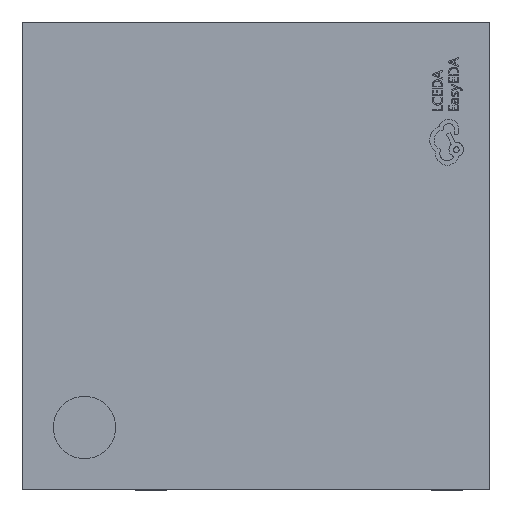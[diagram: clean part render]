
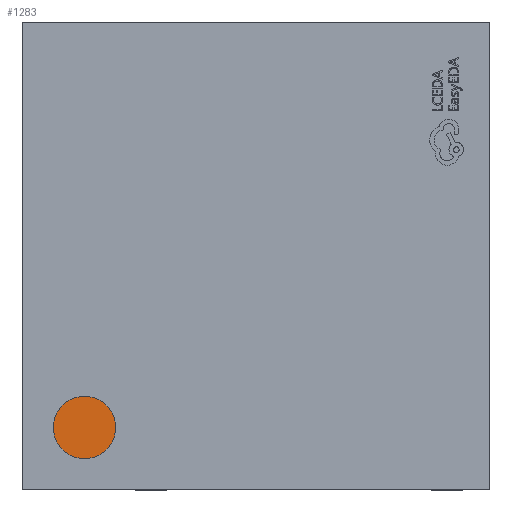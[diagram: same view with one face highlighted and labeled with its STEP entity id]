
A CAD part, top view. The second image highlights one B-rep face of the part: STEP entity #1283.
In plain terms, the highlighted planar face has unit normal (0, 0, 1).
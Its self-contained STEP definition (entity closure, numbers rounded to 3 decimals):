
#1230 = AXIS2_PLACEMENT_3D ( 'NONE', #10124, #11531, #8636 ) ;
#1283 = ADVANCED_FACE ( 'NONE', ( #6328 ), #8952, .T. ) ;
#2033 = ORIENTED_EDGE ( 'NONE', *, *, #2543, .T. ) ;
#2348 = DIRECTION ( 'NONE',  ( 0., 0., 1. ) ) ;
#2543 = EDGE_CURVE ( 'NONE', #18459, #9826, #6973, .T. ) ;
#4404 = CARTESIAN_POINT ( 'NONE',  ( -1.103, -1.1, 0.68 ) ) ;
#5897 = DIRECTION ( 'NONE',  ( 0., 1., 0. ) ) ;
#6328 = FACE_OUTER_BOUND ( 'NONE', #14376, .T. ) ;
#6804 = ORIENTED_EDGE ( 'NONE', *, *, #16423, .T. ) ;
#6973 = CIRCLE ( 'NONE', #1230, 0.2 ) ;
#7370 = AXIS2_PLACEMENT_3D ( 'NONE', #16620, #10850, #7533 ) ;
#7533 = DIRECTION ( 'NONE',  ( 1., 0., 0. ) ) ;
#8636 = DIRECTION ( 'NONE',  ( 0., 1., 0. ) ) ;
#8952 = PLANE ( 'NONE',  #7370 ) ;
#9826 = VERTEX_POINT ( 'NONE', #19059 ) ;
#10124 = CARTESIAN_POINT ( 'NONE',  ( -1.103, -1.1, 0.68 ) ) ;
#10850 = DIRECTION ( 'NONE',  ( 0., 0., 1. ) ) ;
#11067 = AXIS2_PLACEMENT_3D ( 'NONE', #4404, #2348, #5897 ) ;
#11531 = DIRECTION ( 'NONE',  ( 0., 0., 1. ) ) ;
#13935 = CARTESIAN_POINT ( 'NONE',  ( -1.103, -0.9, 0.68 ) ) ;
#14376 = EDGE_LOOP ( 'NONE', ( #2033, #6804 ) ) ;
#16423 = EDGE_CURVE ( 'NONE', #9826, #18459, #16468, .T. ) ;
#16468 = CIRCLE ( 'NONE', #11067, 0.2 ) ;
#16620 = CARTESIAN_POINT ( 'NONE',  ( -1.103, -1.1, 0.68 ) ) ;
#18459 = VERTEX_POINT ( 'NONE', #13935 ) ;
#19059 = CARTESIAN_POINT ( 'NONE',  ( -1.103, -1.3, 0.68 ) ) ;
